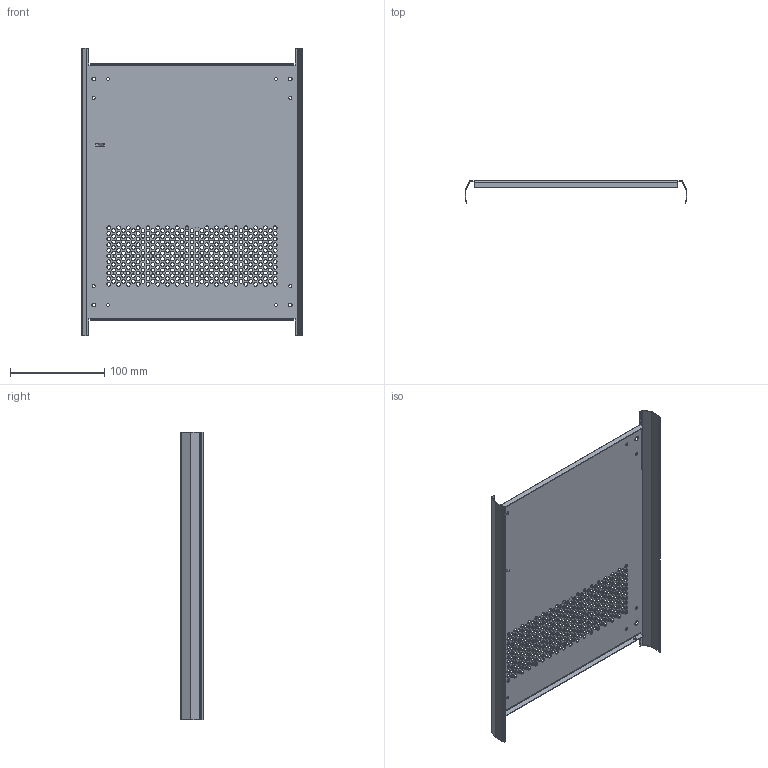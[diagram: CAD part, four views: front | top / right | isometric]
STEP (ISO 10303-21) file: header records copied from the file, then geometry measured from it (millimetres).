
FILE_DESCRIPTION((''),'2;1');
FILE_NAME('P00453XXMRXX_305','2014-09-05T',('wkoerber'),(''),'PRO/ENGINEER BY PARAMETRIC TECHNOLOGY CORPORATION, 2010160','PRO/ENGINEER BY PARAMETRIC TECHNOLOGY CORPORATION, 2010160','');
FILE_SCHEMA(('AUTOMOTIVE_DESIGN { 1 0 10303 214 1 1 1 1 }'));
Length unit declared in the file: millimetre
Products named in the file (1): P00453XXMRXX_305
Bounding box: 235.6 x 23.5 x 305.4 mm (x, y, z)
Volume: 52068.6 mm3; surface area: 153051.3 mm2
Topology: 2 solids, 2 shells, 880 faces, 2540 edges, 1664 vertices
Faces by surface type: cylinder 782, plane 90, cone 8
Entity records: 31358 total; most frequent: DIRECTION 5880, CARTESIAN_POINT 5085, ORIENTED_EDGE 5080, EDGE_CURVE 2540, AXIS2_PLACEMENT_3D 2460, VERTEX_POINT 1664, EDGE_LOOP 1648, CIRCLE 1580
